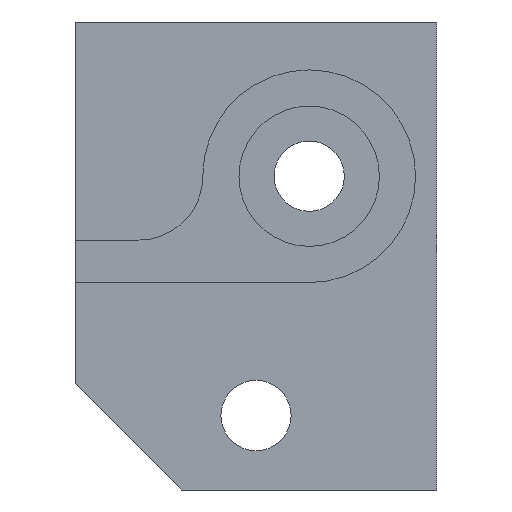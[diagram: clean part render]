
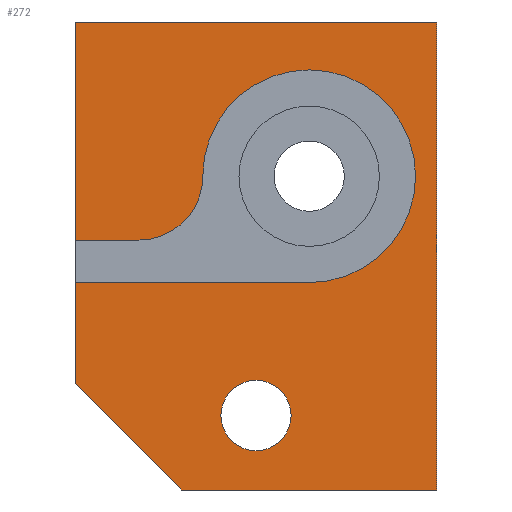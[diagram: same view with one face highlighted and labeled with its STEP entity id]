
A CAD part, left-side view. The second image highlights one B-rep face of the part: STEP entity #272.
In plain terms, the highlighted planar face has unit normal (-1, 0, 0).
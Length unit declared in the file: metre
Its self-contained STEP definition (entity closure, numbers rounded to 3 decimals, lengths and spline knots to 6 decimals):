
#17=LINE('',#411,#43);
#18=LINE('',#414,#44);
#19=LINE('',#416,#45);
#20=LINE('',#418,#46);
#21=LINE('',#420,#47);
#22=LINE('',#422,#48);
#23=LINE('',#424,#49);
#24=LINE('',#426,#50);
#43=VECTOR('',#333,1.);
#44=VECTOR('',#334,1.);
#45=VECTOR('',#335,1.);
#46=VECTOR('',#336,1.);
#47=VECTOR('',#337,1.);
#48=VECTOR('',#338,1.);
#49=VECTOR('',#339,1.);
#50=VECTOR('',#340,1.);
#69=ORIENTED_EDGE('',*,*,#141,.T.);
#70=ORIENTED_EDGE('',*,*,#142,.F.);
#71=ORIENTED_EDGE('',*,*,#143,.T.);
#72=ORIENTED_EDGE('',*,*,#144,.T.);
#73=ORIENTED_EDGE('',*,*,#145,.F.);
#74=ORIENTED_EDGE('',*,*,#146,.T.);
#75=ORIENTED_EDGE('',*,*,#147,.T.);
#76=ORIENTED_EDGE('',*,*,#148,.T.);
#77=ORIENTED_EDGE('',*,*,#149,.F.);
#78=ORIENTED_EDGE('',*,*,#150,.F.);
#79=ORIENTED_EDGE('',*,*,#151,.T.);
#141=EDGE_CURVE('',#177,#177,#203,.T.);
#142=EDGE_CURVE('',#178,#179,#17,.T.);
#143=EDGE_CURVE('',#178,#180,#18,.T.);
#144=EDGE_CURVE('',#180,#181,#19,.T.);
#145=EDGE_CURVE('',#182,#181,#20,.T.);
#146=EDGE_CURVE('',#182,#183,#21,.T.);
#147=EDGE_CURVE('',#183,#184,#22,.T.);
#148=EDGE_CURVE('',#184,#185,#23,.T.);
#149=EDGE_CURVE('',#186,#185,#24,.T.);
#150=EDGE_CURVE('',#187,#186,#204,.T.);
#151=EDGE_CURVE('',#187,#179,#205,.T.);
#177=VERTEX_POINT('',#410);
#178=VERTEX_POINT('',#412);
#179=VERTEX_POINT('',#413);
#180=VERTEX_POINT('',#415);
#181=VERTEX_POINT('',#417);
#182=VERTEX_POINT('',#419);
#183=VERTEX_POINT('',#421);
#184=VERTEX_POINT('',#423);
#185=VERTEX_POINT('',#425);
#186=VERTEX_POINT('',#427);
#187=VERTEX_POINT('',#429);
#203=CIRCLE('',#302,0.00165);
#204=CIRCLE('',#303,0.003);
#205=CIRCLE('',#304,0.005);
#213=EDGE_LOOP('',(#69));
#214=EDGE_LOOP('',(#70,#71,#72,#73,#74,#75,#76,#77,#78,#79));
#237=FACE_BOUND('',#213,.T.);
#238=FACE_BOUND('',#214,.T.);
#261=PLANE('',#301);
#272=ADVANCED_FACE('',(#237,#238),#261,.F.);
#301=AXIS2_PLACEMENT_3D('',#408,#329,#330);
#302=AXIS2_PLACEMENT_3D('',#409,#331,#332);
#303=AXIS2_PLACEMENT_3D('',#428,#341,#342);
#304=AXIS2_PLACEMENT_3D('',#430,#343,#344);
#329=DIRECTION('',(1.,0.,0.));
#330=DIRECTION('',(0.,1.,0.));
#331=DIRECTION('',(1.,0.,0.));
#332=DIRECTION('',(0.,0.,-1.));
#333=DIRECTION('',(0.,-1.,0.));
#334=DIRECTION('',(0.,0.,-1.));
#335=DIRECTION('',(0.,-0.707,-0.707));
#336=DIRECTION('',(0.,1.,0.));
#337=DIRECTION('',(0.,0.,1.));
#338=DIRECTION('',(0.,1.,0.));
#339=DIRECTION('',(0.,0.,-1.));
#340=DIRECTION('',(0.,1.,0.));
#341=DIRECTION('',(1.,0.,0.));
#342=DIRECTION('',(0.,0.,-1.));
#343=DIRECTION('',(1.,0.,0.));
#344=DIRECTION('',(0.,0.,-1.));
#408=CARTESIAN_POINT('',(-0.0005,0.016,0.011));
#409=CARTESIAN_POINT('',(-0.0005,0.0185,0.0035));
#410=CARTESIAN_POINT('',(-0.0005,0.0185,0.00185));
#411=CARTESIAN_POINT('',(-0.0005,0.016,0.00975));
#412=CARTESIAN_POINT('',(-0.0005,0.027,0.00975));
#413=CARTESIAN_POINT('',(-0.0005,0.016,0.00975));
#414=CARTESIAN_POINT('',(-0.0005,0.027,0.011));
#415=CARTESIAN_POINT('',(-0.0005,0.027,0.005));
#416=CARTESIAN_POINT('',(-0.0005,0.022,0.));
#417=CARTESIAN_POINT('',(-0.0005,0.022,0.));
#418=CARTESIAN_POINT('',(-0.0005,0.,0.));
#419=CARTESIAN_POINT('',(-0.0005,0.01,0.));
#420=CARTESIAN_POINT('',(-0.0005,0.01,-0.003));
#421=CARTESIAN_POINT('',(-0.0005,0.01,0.022));
#422=CARTESIAN_POINT('',(-0.0005,0.0185,0.022));
#423=CARTESIAN_POINT('',(-0.0005,0.027,0.022));
#424=CARTESIAN_POINT('',(-0.0005,0.027,0.011));
#425=CARTESIAN_POINT('',(-0.0005,0.027,0.01175));
#426=CARTESIAN_POINT('',(-0.0005,0.016,0.01175));
#427=CARTESIAN_POINT('',(-0.0005,0.024,0.01175));
#428=CARTESIAN_POINT('',(-0.0005,0.024,0.01475));
#429=CARTESIAN_POINT('',(-0.0005,0.021,0.01475));
#430=CARTESIAN_POINT('',(-0.0005,0.016,0.01475));
